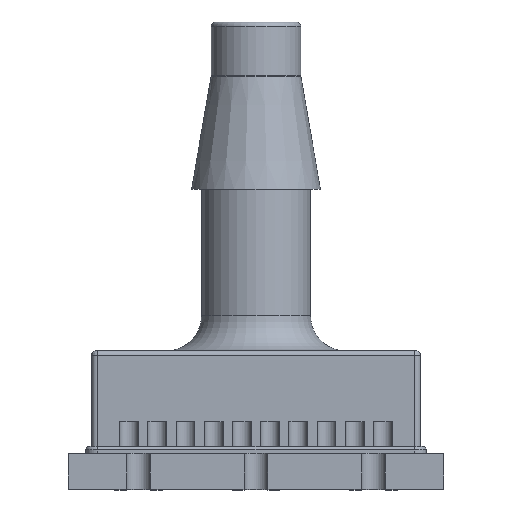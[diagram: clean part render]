
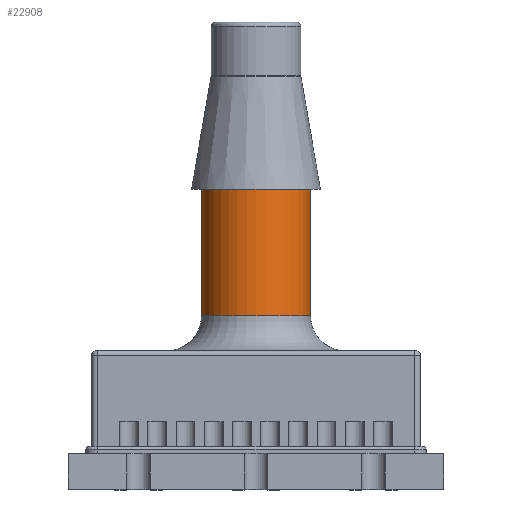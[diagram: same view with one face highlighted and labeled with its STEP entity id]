
A CAD part, top view. The second image highlights one B-rep face of the part: STEP entity #22908.
In plain terms, the highlighted cylindrical face has radius 1.159 mm (diameter 2.319 mm), a partial arc.
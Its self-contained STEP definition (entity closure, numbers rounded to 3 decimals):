
#298 = DIRECTION ( 'NONE',  ( 0., 0., -1. ) ) ;
#924 = DIRECTION ( 'NONE',  ( 0., 0., 1. ) ) ;
#1428 = CIRCLE ( 'NONE', #27855, 1.16 ) ;
#2621 = CARTESIAN_POINT ( 'NONE',  ( -1.16, 0., 0. ) ) ;
#6113 = DIRECTION ( 'NONE',  ( 1., 0., 0. ) ) ;
#6509 = AXIS2_PLACEMENT_3D ( 'NONE', #19745, #924, #6113 ) ;
#7016 = DIRECTION ( 'NONE',  ( 0., 0., -1. ) ) ;
#8842 = CARTESIAN_POINT ( 'NONE',  ( 1.16, 0., 2.86 ) ) ;
#9061 = FACE_OUTER_BOUND ( 'NONE', #16168, .T. ) ;
#9121 = ORIENTED_EDGE ( 'NONE', *, *, #27518, .T. ) ;
#10554 = EDGE_CURVE ( 'NONE', #17955, #18224, #1428, .T. ) ;
#10817 = DIRECTION ( 'NONE',  ( -1., 0., 0. ) ) ;
#11139 = EDGE_CURVE ( 'NONE', #18224, #12214, #20601, .T. ) ;
#12042 = LINE ( 'NONE', #30673, #12267 ) ;
#12214 = VERTEX_POINT ( 'NONE', #31476 ) ;
#12267 = VECTOR ( 'NONE', #7016, 1000. ) ;
#12280 = CARTESIAN_POINT ( 'NONE',  ( 0., 0., 5.551 ) ) ;
#14021 = VERTEX_POINT ( 'NONE', #8842 ) ;
#15608 = DIRECTION ( 'NONE',  ( -1., 0., 0. ) ) ;
#16168 = EDGE_LOOP ( 'NONE', ( #19283, #30039, #16842, #9121 ) ) ;
#16842 = ORIENTED_EDGE ( 'NONE', *, *, #11139, .T. ) ;
#17164 = EDGE_CURVE ( 'NONE', #17955, #14021, #12042, .T. ) ;
#17581 = CARTESIAN_POINT ( 'NONE',  ( -1.16, 0., 5.551 ) ) ;
#17955 = VERTEX_POINT ( 'NONE', #31915 ) ;
#18224 = VERTEX_POINT ( 'NONE', #17581 ) ;
#19283 = ORIENTED_EDGE ( 'NONE', *, *, #17164, .F. ) ;
#19616 = CYLINDRICAL_SURFACE ( 'NONE', #29751, 1.16 ) ;
#19745 = CARTESIAN_POINT ( 'NONE',  ( 0., 0., 2.86 ) ) ;
#19757 = CIRCLE ( 'NONE', #6509, 1.16 ) ;
#20601 = LINE ( 'NONE', #2621, #21820 ) ;
#21820 = VECTOR ( 'NONE', #31127, 1000. ) ;
#22908 = ADVANCED_FACE ( 'NONE', ( #9061 ), #19616, .T. ) ;
#23546 = CARTESIAN_POINT ( 'NONE',  ( 0., 0., 0. ) ) ;
#27518 = EDGE_CURVE ( 'NONE', #12214, #14021, #19757, .T. ) ;
#27855 = AXIS2_PLACEMENT_3D ( 'NONE', #12280, #298, #10817 ) ;
#29751 = AXIS2_PLACEMENT_3D ( 'NONE', #23546, #33918, #15608 ) ;
#30039 = ORIENTED_EDGE ( 'NONE', *, *, #10554, .T. ) ;
#30673 = CARTESIAN_POINT ( 'NONE',  ( 1.16, 0., 0. ) ) ;
#31127 = DIRECTION ( 'NONE',  ( 0., 0., -1. ) ) ;
#31476 = CARTESIAN_POINT ( 'NONE',  ( -1.16, 0., 2.86 ) ) ;
#31915 = CARTESIAN_POINT ( 'NONE',  ( 1.16, 0., 5.551 ) ) ;
#33918 = DIRECTION ( 'NONE',  ( 0., 0., -1. ) ) ;
